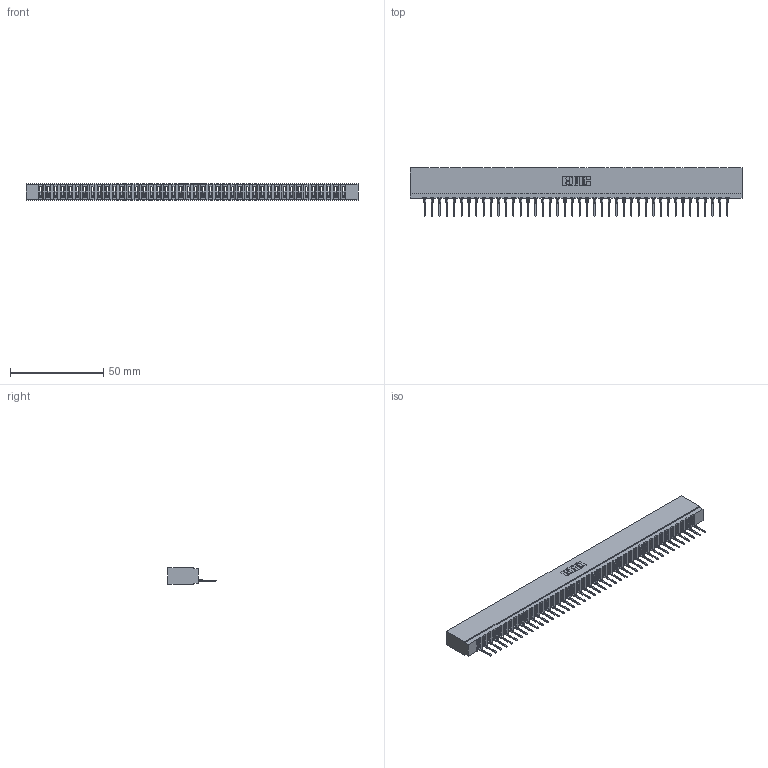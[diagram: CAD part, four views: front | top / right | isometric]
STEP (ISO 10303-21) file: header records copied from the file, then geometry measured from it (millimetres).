
FILE_DESCRIPTION (( 'STEP AP203' ), '1' );
FILE_NAME ('737-042-522-101.STEP', '2020-09-11T03:12:15', ( '' ), ( '' ), 'SwSTEP 2.0', 'SolidWorks 2020', '' );
FILE_SCHEMA (( 'CONFIG_CONTROL_DESIGN' ));
Length unit declared in the file: inch
Products named in the file (3): 737 Part_Insulator Option - 01; 737-042-522-101; 745-292-001_522
Assembly tree (43 placements, depth 2):
  737-042-522-101
    737 Part_Insulator Option - 01
    745-292-001_522  x42
Bounding box: 178.26 x 25.92 x 8.89 mm (x, y, z)
Volume: 17251.5 mm3; surface area: 23289.5 mm2
Topology: 43 solids, 43 shells, 4840 faces, 13317 edges, 8402 vertices
Faces by surface type: plane 2910, bspline 840, cylinder 838, torus 252
Entity records: 70723 total; most frequent: CARTESIAN_POINT 12971, ORIENTED_EDGE 12448, DIRECTION 10780, EDGE_CURVE 6224, VECTOR 5790, LINE 5790, VERTEX_POINT 3974, AXIS2_PLACEMENT_3D 2495
